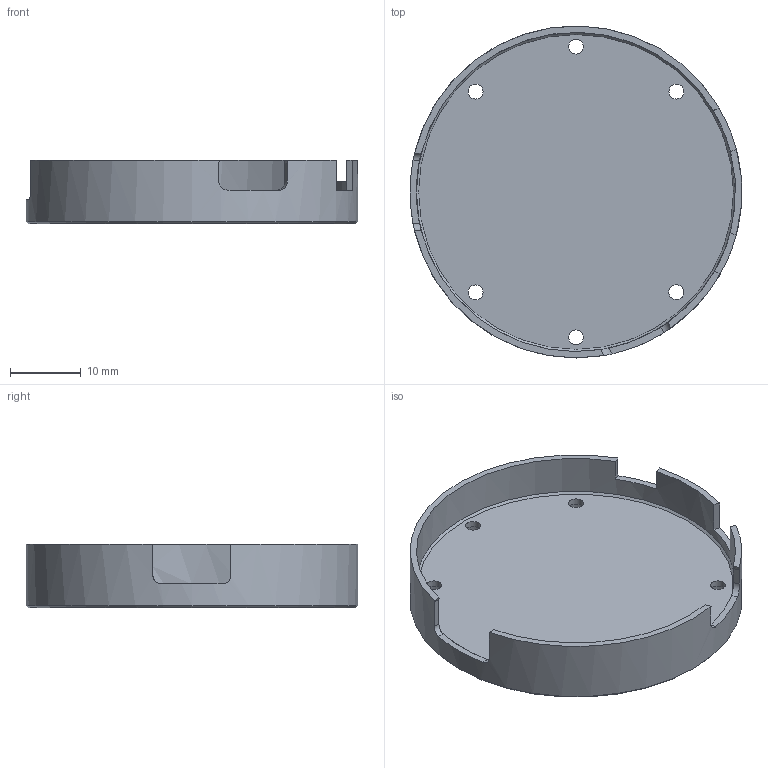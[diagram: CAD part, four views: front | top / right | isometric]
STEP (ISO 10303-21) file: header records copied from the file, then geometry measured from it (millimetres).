
FILE_DESCRIPTION(/* description */ (''),/* implementation_level */ '2;1');
FILE_NAME(/* name */ '',/* time_stamp */ '2023-04-05T21:37:51+08:00',/* author */ (''),/* organization */ (''),/* preprocessor_version */ 'ST-DEVELOPER v19.2',/* originating_system */ 'Autodesk Translation Framework v11.17.0.187',/* authorisation */ '');
FILE_SCHEMA (('AUTOMOTIVE_DESIGN { 1 0 10303 214 3 1 1 }'));
Length unit declared in the file: millimetre
Products named in the file (1): 后盖
Bounding box: 46.8 x 46.8 x 8.95 mm (x, y, z)
Volume: 5548.5 mm3; surface area: 5520.3 mm2
Topology: 1 solids, 1 shells, 203 faces, 544 edges, 362 vertices
Faces by surface type: bspline 99, plane 76, cylinder 26, cone 2
Full cylindrical faces by diameter (mm): 2.1 x6, 4.1 x6, 45 x1, 46.8 x1
Entity records: 7375 total; most frequent: CARTESIAN_POINT 2897, ORIENTED_EDGE 1088, DIRECTION 594, EDGE_CURVE 544, VERTEX_POINT 362, LINE 276, VECTOR 276, EDGE_LOOP 234
